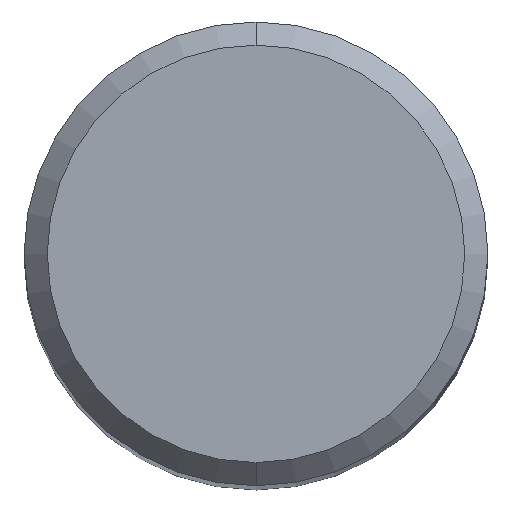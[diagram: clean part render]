
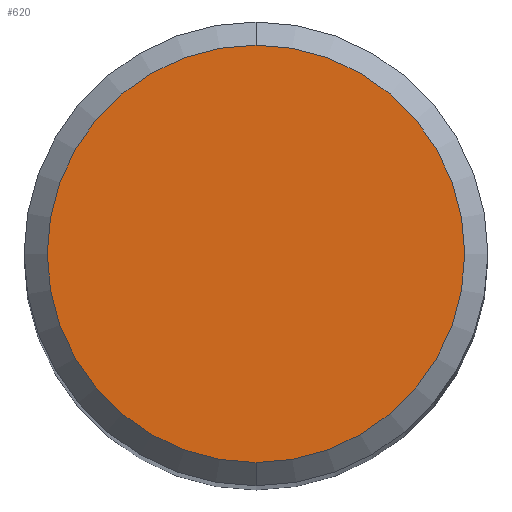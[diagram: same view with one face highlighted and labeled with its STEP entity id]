
A CAD part, top view. The second image highlights one B-rep face of the part: STEP entity #620.
In plain terms, the highlighted planar face has unit normal (0, 0, 1).
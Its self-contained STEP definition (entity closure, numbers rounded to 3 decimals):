
#426=VERTEX_POINT('',#1005);
#478=EDGE_CURVE('',#742,#426,#1062,.T.);
#620=ADVANCED_FACE('',(#1216),#1217,.T.);
#742=VERTEX_POINT('',#1349);
#794=EDGE_CURVE('',#426,#742,#1405,.T.);
#1005=CARTESIAN_POINT('',(0.,-5.4,0.0));
#1062=CIRCLE('',#3278,5.4);
#1216=FACE_OUTER_BOUND('',#3844,.T.);
#1217=PLANE('',#3845);
#1349=CARTESIAN_POINT('',(0.0,5.4,0.0));
#1405=CIRCLE('',#4500,5.4);
#3278=AXIS2_PLACEMENT_3D('',#6106,#6107,#6108);
#3844=EDGE_LOOP('',(#6257,#6258));
#3845=AXIS2_PLACEMENT_3D('',#6259,#6260,#6261);
#4500=AXIS2_PLACEMENT_3D('',#6446,#6447,#6448);
#6106=CARTESIAN_POINT('',(0.0,0.0,0.0));
#6107=DIRECTION('',(0.0,0.0,-1.0));
#6108=DIRECTION('',(0.0,1.0,0.0));
#6257=ORIENTED_EDGE('',*,*,#478,.F.);
#6258=ORIENTED_EDGE('',*,*,#794,.F.);
#6259=CARTESIAN_POINT('',(0.0,2.7,0.0));
#6260=DIRECTION('',(-0.0,0.0,1.0));
#6261=DIRECTION('',(0.0,-1.0,0.0));
#6446=CARTESIAN_POINT('',(0.0,0.0,0.0));
#6447=DIRECTION('',(0.0,0.0,-1.0));
#6448=DIRECTION('',(0.0,1.0,0.0));
